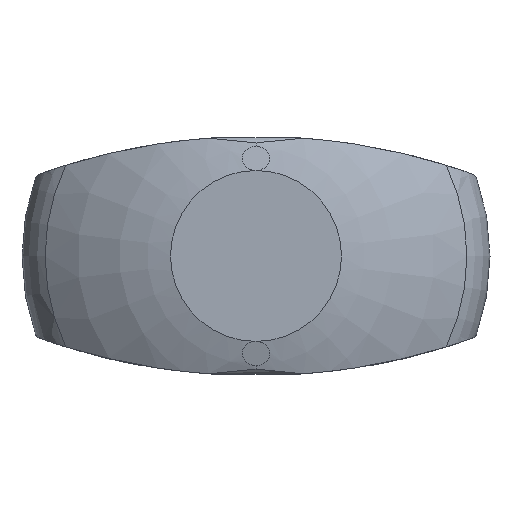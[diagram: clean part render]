
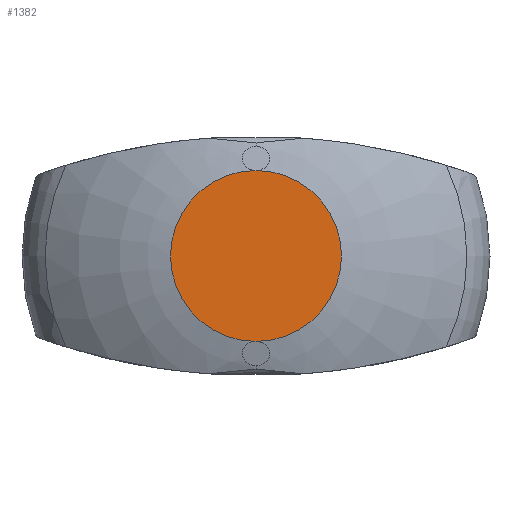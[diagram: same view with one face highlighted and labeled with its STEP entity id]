
A CAD part, top view. The second image highlights one B-rep face of the part: STEP entity #1382.
In plain terms, the highlighted planar face has unit normal (0, 0, 1).
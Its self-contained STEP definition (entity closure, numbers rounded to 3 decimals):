
#934=VERTEX_POINT('',#2063);
#1382=ADVANCED_FACE('',(#2549),#2550,.T.);
#1438=EDGE_CURVE('',#934,#1582,#2613,.T.);
#1582=VERTEX_POINT('',#2774);
#1596=EDGE_CURVE('',#1582,#934,#2788,.T.);
#2063=CARTESIAN_POINT('',(0.0,8.95,40.5));
#2549=FACE_OUTER_BOUND('',#5888,.T.);
#2550=PLANE('',#5889);
#2613=CIRCLE('',#6113,8.95);
#2774=CARTESIAN_POINT('',(0.0,-8.95,40.5));
#2788=CIRCLE('',#6537,8.95);
#5888=EDGE_LOOP('',(#7630,#7631));
#5889=AXIS2_PLACEMENT_3D('',#7632,#7633,#7634);
#6113=AXIS2_PLACEMENT_3D('',#7709,#7710,#7711);
#6537=AXIS2_PLACEMENT_3D('',#7930,#7931,#7932);
#7630=ORIENTED_EDGE('',*,*,#1596,.F.);
#7631=ORIENTED_EDGE('',*,*,#1438,.F.);
#7632=CARTESIAN_POINT('',(-4.475,0.,40.5));
#7633=DIRECTION('',(0.,0.,1.0));
#7634=DIRECTION('',(1.0,0.,0.));
#7709=CARTESIAN_POINT('',(0.0,0.,40.5));
#7710=DIRECTION('',(-0.0,0.,-1.0));
#7711=DIRECTION('',(-1.0,0.0,0.0));
#7930=CARTESIAN_POINT('',(0.0,0.,40.5));
#7931=DIRECTION('',(-0.0,0.,-1.0));
#7932=DIRECTION('',(-1.0,0.0,0.0));
